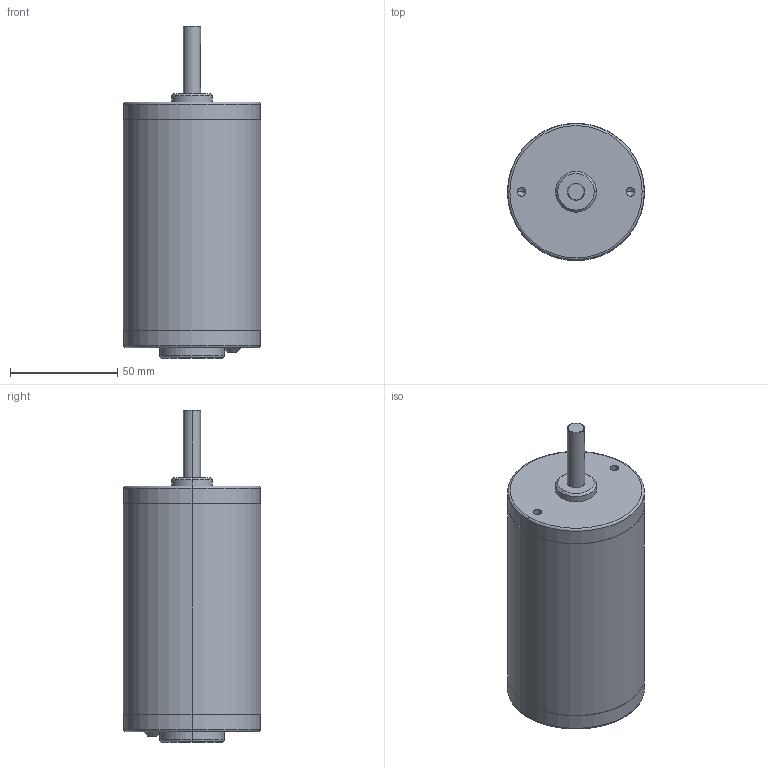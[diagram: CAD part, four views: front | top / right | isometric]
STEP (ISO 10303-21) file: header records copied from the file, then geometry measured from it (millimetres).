
FILE_DESCRIPTION (( 'STEP AP214' ), '1' );
FILE_NAME ('am-0255 2.5inch CIM Motor.STEP', '2016-05-31T15:39:58', ( '' ), ( '' ), 'SwSTEP 2.0', 'SolidWorks 2014', '' );
FILE_SCHEMA (( 'AUTOMOTIVE_DESIGN' ));
Length unit declared in the file: millimetre
Products named in the file (1): am-0255 2.5inch CIM Motor
Bounding box: 64.01 x 64.01 x 154.93 mm (x, y, z)
Volume: 374092 mm3; surface area: 31133.6 mm2
Topology: 1 solids, 1 shells, 54 faces, 115 edges, 68 vertices
Faces by surface type: cylinder 24, plane 12, cone 10, torus 8
Entity records: 1906 total; most frequent: DIRECTION 283, CARTESIAN_POINT 270, ORIENTED_EDGE 222, AXIS2_PLACEMENT_3D 121, EDGE_CURVE 111, VERTEX_POINT 68, CIRCLE 66, EDGE_LOOP 63
